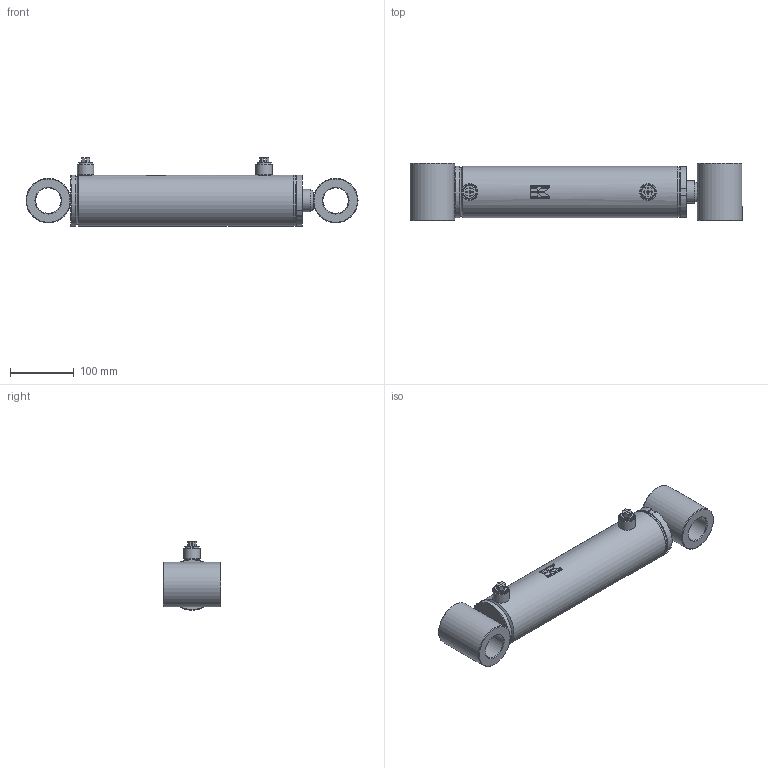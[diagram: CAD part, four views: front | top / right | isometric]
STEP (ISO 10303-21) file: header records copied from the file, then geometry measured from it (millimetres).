
FILE_DESCRIPTION (( 'STEP AP214' ), '1' );
FILE_NAME ('CFGCY0079540-Cylinder.step', '2026-03-10T13:26:00', ( 'Kramp IT' ), ( 'Kramp' ), 'SwSTEP 2.0', 'SolidWorks 2025', '' );
FILE_SCHEMA (( 'AUTOMOTIVE_DESIGN' ));
Length unit declared in the file: millimetre
Products named in the file (20): Tube-WA_Simplified; BUSHVM-EC; Tube_Simplified; MATE-AID; DS2907013035_Simplified; Rod_Simplified; DS2906015; CFGCY0079540-Cylinder; DC3907001; DS2907013035VM_Simplified; DS2907004VM_Simplified; BUSH-EC; Tube-MA_Simplified; LSN06E; BUSH-RD; DS2907004_Simplified; BUSHVM-RD; Rod-WA_Simplified; SP06M
Assembly tree (20 placements, depth 4):
  MATE-AID
  CFGCY0079540-Cylinder
    Tube-WA_Simplified
      Tube-MA_Simplified
        Tube_Simplified
        LSN06E
      LSN06E
      DC3907001
        DC3907001
      BUSHVM-EC
        BUSH-EC
    Rod-WA_Simplified
      Rod_Simplified
      BUSHVM-RD
        BUSH-RD
    DS2907013035VM_Simplified
      DS2907013035_Simplified
    DS2907004VM_Simplified
      DS2907004_Simplified
    DS2906015
    SP06M  x2
Bounding box: 520 x 90 x 107 mm (x, y, z)
Volume: 1585986.5 mm3; surface area: 346920.9 mm2
Topology: 12 solids, 12 shells, 261 faces, 569 edges, 369 vertices
Faces by surface type: plane 135, cylinder 75, cone 35, torus 12, bspline 4
Full cylindrical faces by diameter (mm): 6.5 x2, 10 x2, 14.95 x2, 16.5 x1, 16.66 x2, 22.2 x2, 26 x2, 28 x2, 29 x1, 35 x2, 40 x2, 50 x1, 64.18 x2, 68.18 x2, 70 x4, 74 x1, 79.5 x1, 80 x3
Entity records: 6839 total; most frequent: CARTESIAN_POINT 1242, DIRECTION 898, ORIENTED_EDGE 656, AXIS2_PLACEMENT_3D 370, EDGE_CURVE 328, EDGE_LOOP 306, VERTEX_POINT 252, FACE_OUTER_BOUND 235
